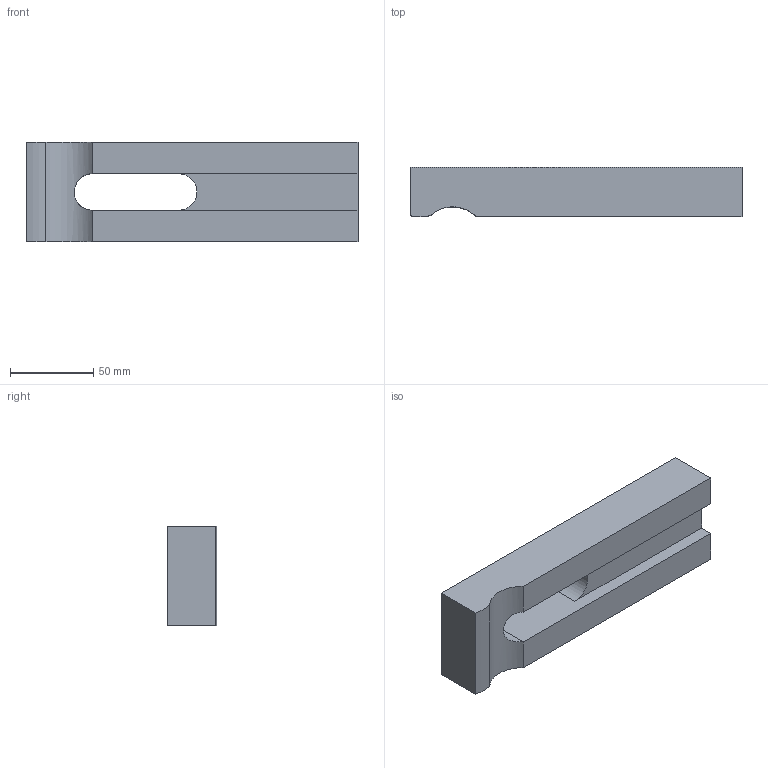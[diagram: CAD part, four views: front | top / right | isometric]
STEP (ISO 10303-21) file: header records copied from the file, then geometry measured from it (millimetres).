
FILE_DESCRIPTION( ( 'STEP AP214' ), '1' );
FILE_NAME( 'K0001.20.stp', '2020-11-24T14:03:08', ( '' ), ( '' ), ' ', 'PARTsolutions', ' ' );
FILE_SCHEMA( ( 'AUTOMOTIVE_DESIGN { 1 0 10303 214 1 1 1 1 }' ) );
Length unit declared in the file: millimetre
Products named in the file (1): _K0001.20
Bounding box: 200 x 30 x 60 mm (x, y, z)
Volume: 290131.5 mm3; surface area: 42748.1 mm2
Topology: 1 solids, 1 shells, 14 faces, 37 edges, 24 vertices
Faces by surface type: plane 10, cylinder 4
Entity records: 613 total; most frequent: CARTESIAN_POINT 127, ORIENTED_EDGE 74, DIRECTION 73, EDGE_CURVE 37, LINE 29, VECTOR 29, VERTEX_POINT 24, AXIS2_PLACEMENT_3D 22
